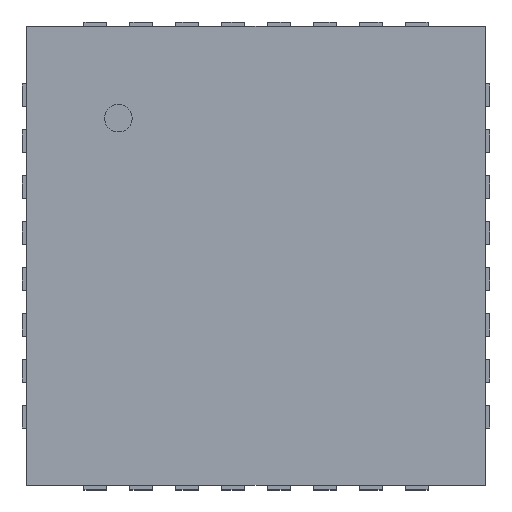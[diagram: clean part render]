
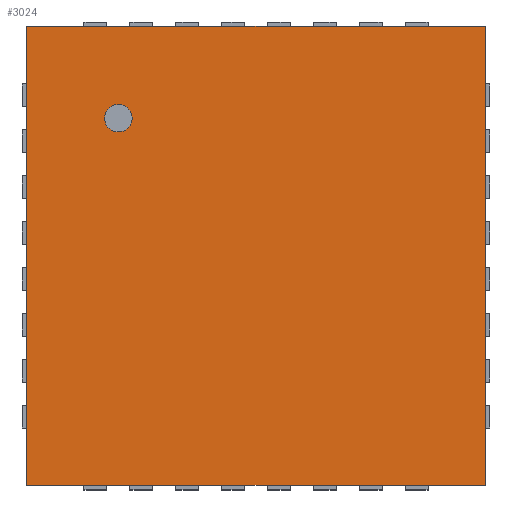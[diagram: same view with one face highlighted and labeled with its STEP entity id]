
A CAD part, top view. The second image highlights one B-rep face of the part: STEP entity #3024.
In plain terms, the highlighted planar face has unit normal (0, 0, 1).
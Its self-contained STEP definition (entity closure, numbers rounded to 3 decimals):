
#283 = VERTEX_POINT('',#284);
#284 = CARTESIAN_POINT('',(-2.5,-2.5,1.05));
#290 = EDGE_CURVE('',#283,#291,#293,.T.);
#291 = VERTEX_POINT('',#292);
#292 = CARTESIAN_POINT('',(2.5,-2.5,1.05));
#293 = LINE('',#294,#295);
#294 = CARTESIAN_POINT('',(-2.5,-2.5,1.05));
#295 = VECTOR('',#296,1.);
#296 = DIRECTION('',(1.,0.,0.));
#2820 = EDGE_CURVE('',#291,#2821,#2823,.T.);
#2821 = VERTEX_POINT('',#2822);
#2822 = CARTESIAN_POINT('',(2.5,2.5,1.05));
#2823 = LINE('',#2824,#2825);
#2824 = CARTESIAN_POINT('',(2.5,-2.5,1.05));
#2825 = VECTOR('',#2826,1.);
#2826 = DIRECTION('',(0.,1.,0.));
#3024 = ADVANCED_FACE('',(#3025,#3043),#3054,.T.);
#3025 = FACE_BOUND('',#3026,.T.);
#3026 = EDGE_LOOP('',(#3027,#3035,#3036,#3037));
#3027 = ORIENTED_EDGE('',*,*,#3028,.F.);
#3028 = EDGE_CURVE('',#283,#3029,#3031,.T.);
#3029 = VERTEX_POINT('',#3030);
#3030 = CARTESIAN_POINT('',(-2.5,2.5,1.05));
#3031 = LINE('',#3032,#3033);
#3032 = CARTESIAN_POINT('',(-2.5,-2.5,1.05));
#3033 = VECTOR('',#3034,1.);
#3034 = DIRECTION('',(0.,1.,0.));
#3035 = ORIENTED_EDGE('',*,*,#290,.T.);
#3036 = ORIENTED_EDGE('',*,*,#2820,.T.);
#3037 = ORIENTED_EDGE('',*,*,#3038,.F.);
#3038 = EDGE_CURVE('',#3029,#2821,#3039,.T.);
#3039 = LINE('',#3040,#3041);
#3040 = CARTESIAN_POINT('',(-2.5,2.5,1.05));
#3041 = VECTOR('',#3042,1.);
#3042 = DIRECTION('',(1.,0.,0.));
#3043 = FACE_BOUND('',#3044,.T.);
#3044 = EDGE_LOOP('',(#3045));
#3045 = ORIENTED_EDGE('',*,*,#3046,.F.);
#3046 = EDGE_CURVE('',#3047,#3047,#3049,.T.);
#3047 = VERTEX_POINT('',#3048);
#3048 = CARTESIAN_POINT('',(-1.35,1.5,1.05));
#3049 = CIRCLE('',#3050,0.15);
#3050 = AXIS2_PLACEMENT_3D('',#3051,#3052,#3053);
#3051 = CARTESIAN_POINT('',(-1.5,1.5,1.05));
#3052 = DIRECTION('',(0.,0.,1.));
#3053 = DIRECTION('',(1.,0.,0.));
#3054 = PLANE('',#3055);
#3055 = AXIS2_PLACEMENT_3D('',#3056,#3057,#3058);
#3056 = CARTESIAN_POINT('',(-2.5,-2.5,1.05));
#3057 = DIRECTION('',(0.,0.,1.));
#3058 = DIRECTION('',(1.,0.,0.));
